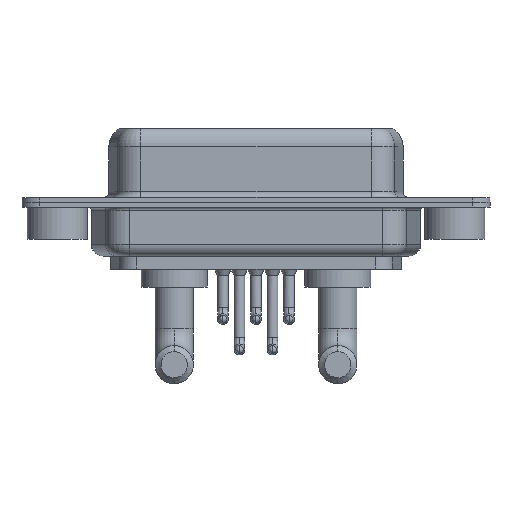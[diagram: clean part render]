
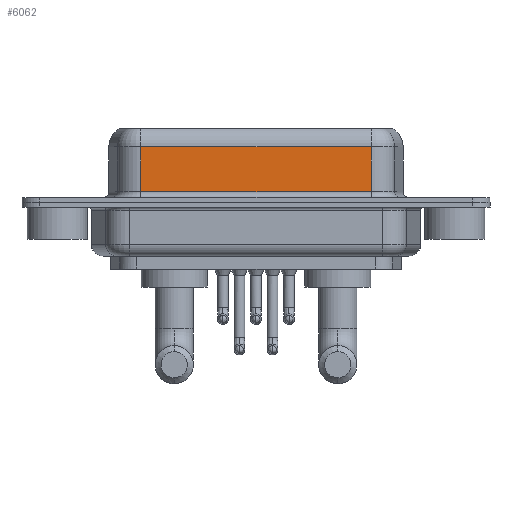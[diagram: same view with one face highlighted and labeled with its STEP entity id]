
A CAD part, front view. The second image highlights one B-rep face of the part: STEP entity #6062.
In plain terms, the highlighted planar face has unit normal (0, -1, 0).
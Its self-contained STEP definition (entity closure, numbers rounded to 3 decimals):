
#22 = DIRECTION ( 'NONE',  ( 0., 1., 0. ) ) ;
#85 = ORIENTED_EDGE ( 'NONE', *, *, #7725, .T. ) ;
#271 = FACE_OUTER_BOUND ( 'NONE', #12822, .T. ) ;
#1671 = LINE ( 'NONE', #14773, #10414 ) ;
#2412 = VECTOR ( 'NONE', #10506, 1000. ) ;
#2509 = DIRECTION ( 'NONE',  ( 0., 0., 1. ) ) ;
#2762 = CARTESIAN_POINT ( 'NONE',  ( 7.013, -3.95, 0.9 ) ) ;
#3553 = LINE ( 'NONE', #13982, #3939 ) ;
#3578 = LINE ( 'NONE', #3750, #5013 ) ;
#3750 = CARTESIAN_POINT ( 'NONE',  ( 7.013, -3.95, 6.4 ) ) ;
#3888 = EDGE_CURVE ( 'NONE', #10261, #8202, #1671, .T. ) ;
#3939 = VECTOR ( 'NONE', #7316, 1000. ) ;
#4059 = EDGE_CURVE ( 'NONE', #10261, #14479, #3553, .T. ) ;
#4067 = CARTESIAN_POINT ( 'NONE',  ( 26.287, -3.95, 6.4 ) ) ;
#4532 = CARTESIAN_POINT ( 'NONE',  ( 26.287, -3.95, 0.9 ) ) ;
#5013 = VECTOR ( 'NONE', #9050, 1000. ) ;
#5437 = PLANE ( 'NONE',  #16203 ) ;
#6062 = ADVANCED_FACE ( 'NONE', ( #271 ), #5437, .F. ) ;
#6526 = ORIENTED_EDGE ( 'NONE', *, *, #14570, .T. ) ;
#7316 = DIRECTION ( 'NONE',  ( 0., 0., -1. ) ) ;
#7725 = EDGE_CURVE ( 'NONE', #8202, #13217, #3578, .T. ) ;
#7946 = CARTESIAN_POINT ( 'NONE',  ( 26.287, -3.95, 0.9 ) ) ;
#8202 = VERTEX_POINT ( 'NONE', #13983 ) ;
#9050 = DIRECTION ( 'NONE',  ( 0., 0., -1. ) ) ;
#10261 = VERTEX_POINT ( 'NONE', #16279 ) ;
#10414 = VECTOR ( 'NONE', #16216, 1000. ) ;
#10506 = DIRECTION ( 'NONE',  ( 1., 0., 0. ) ) ;
#10759 = LINE ( 'NONE', #7946, #2412 ) ;
#12822 = EDGE_LOOP ( 'NONE', ( #12947, #14393, #85, #6526 ) ) ;
#12947 = ORIENTED_EDGE ( 'NONE', *, *, #4059, .F. ) ;
#13217 = VERTEX_POINT ( 'NONE', #2762 ) ;
#13982 = CARTESIAN_POINT ( 'NONE',  ( 26.287, -3.95, 6.4 ) ) ;
#13983 = CARTESIAN_POINT ( 'NONE',  ( 7.013, -3.95, 4.65 ) ) ;
#14393 = ORIENTED_EDGE ( 'NONE', *, *, #3888, .T. ) ;
#14479 = VERTEX_POINT ( 'NONE', #4532 ) ;
#14570 = EDGE_CURVE ( 'NONE', #13217, #14479, #10759, .T. ) ;
#14773 = CARTESIAN_POINT ( 'NONE',  ( 26.287, -3.95, 4.65 ) ) ;
#16203 = AXIS2_PLACEMENT_3D ( 'NONE', #4067, #22, #2509 ) ;
#16216 = DIRECTION ( 'NONE',  ( -1., 0., 0. ) ) ;
#16279 = CARTESIAN_POINT ( 'NONE',  ( 26.287, -3.95, 4.65 ) ) ;
